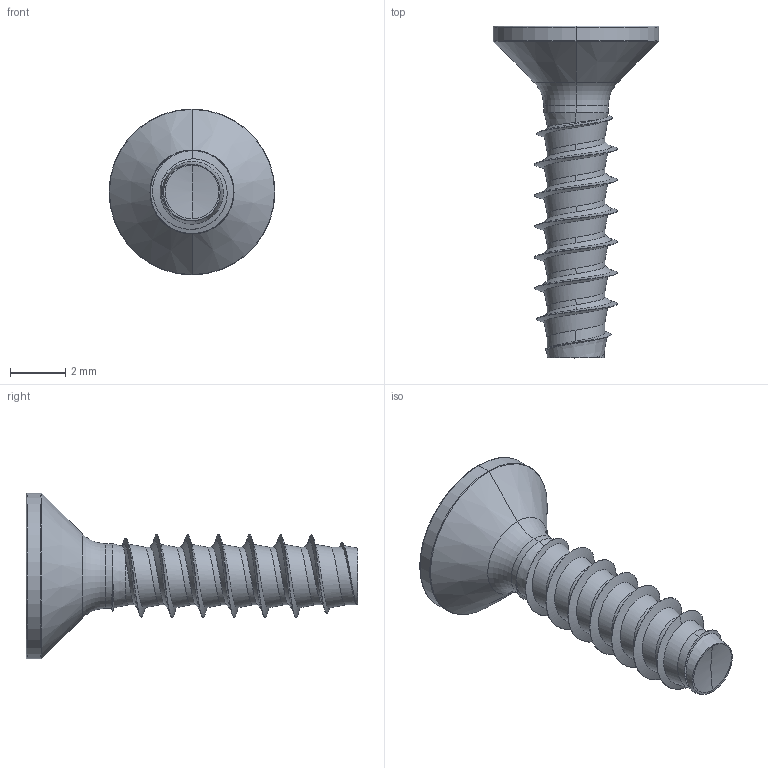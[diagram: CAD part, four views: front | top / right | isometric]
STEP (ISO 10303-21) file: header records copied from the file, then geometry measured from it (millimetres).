
FILE_DESCRIPTION (( 'STEP AP203' ), '1' );
FILE_NAME ('STP430300120.STEP', '2017-08-16T15:37:00', ( '' ), ( '' ), 'SwSTEP 2.0', 'SolidWorks 2015', '' );
FILE_SCHEMA (( 'CONFIG_CONTROL_DESIGN' ));
Length unit declared in the file: millimetre
Products named in the file (1): STP430300120
Bounding box: 6 x 12 x 6 mm (x, y, z)
Volume: 76 mm3; surface area: 188 mm2
Topology: 1 solids, 1 shells, 104 faces, 251 edges, 151 vertices
Faces by surface type: cylinder 42, bspline 35, cone 12, torus 10, plane 3, sphere 2
Entity records: 13848 total; most frequent: CARTESIAN_POINT 11697, ORIENTED_EDGE 502, DIRECTION 338, EDGE_CURVE 251, VERTEX_POINT 151, AXIS2_PLACEMENT_3D 140, B_SPLINE_CURVE_WITH_KNOTS 107, EDGE_LOOP 106
